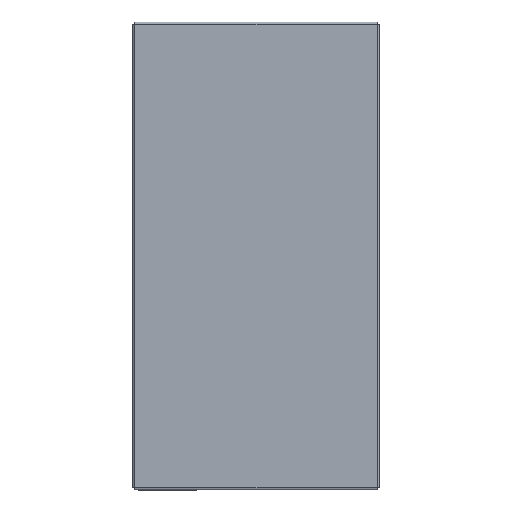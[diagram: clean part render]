
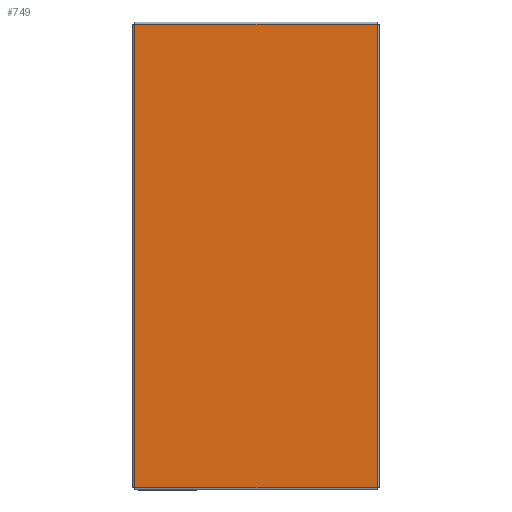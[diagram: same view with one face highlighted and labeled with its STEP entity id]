
A CAD part, top view. The second image highlights one B-rep face of the part: STEP entity #749.
In plain terms, the highlighted planar face has unit normal (0, 0, 1).
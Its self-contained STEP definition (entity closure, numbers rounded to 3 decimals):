
#259 = DIRECTION ( 'NONE',  ( -1., 0., 0. ) ) ;
#749 = ADVANCED_FACE ( 'NONE', ( #4837 ), #4304, .T. ) ;
#782 = CARTESIAN_POINT ( 'NONE',  ( 150.5, -287.5, 0. ) ) ;
#1139 = DIRECTION ( 'NONE',  ( 0., -1., 0. ) ) ;
#1150 = ORIENTED_EDGE ( 'NONE', *, *, #3385, .T. ) ;
#1243 = LINE ( 'NONE', #2307, #3215 ) ;
#1562 = AXIS2_PLACEMENT_3D ( 'NONE', #3502, #1799, #4736 ) ;
#1799 = DIRECTION ( 'NONE',  ( 0., 0., 1. ) ) ;
#2001 = DIRECTION ( 'NONE',  ( 0., 1., 0. ) ) ;
#2026 = VERTEX_POINT ( 'NONE', #5301 ) ;
#2192 = CARTESIAN_POINT ( 'NONE',  ( -150.5, -287.5, 0. ) ) ;
#2239 = ORIENTED_EDGE ( 'NONE', *, *, #5321, .T. ) ;
#2307 = CARTESIAN_POINT ( 'NONE',  ( 153., 287.5, 0. ) ) ;
#2469 = VECTOR ( 'NONE', #2001, 1000. ) ;
#2475 = DIRECTION ( 'NONE',  ( 1., 0., 0. ) ) ;
#2645 = ORIENTED_EDGE ( 'NONE', *, *, #3912, .T. ) ;
#2755 = VERTEX_POINT ( 'NONE', #3754 ) ;
#2780 = CARTESIAN_POINT ( 'NONE',  ( -150.5, 287.5, 0. ) ) ;
#2972 = ORIENTED_EDGE ( 'NONE', *, *, #3517, .T. ) ;
#2989 = VERTEX_POINT ( 'NONE', #2192 ) ;
#3215 = VECTOR ( 'NONE', #259, 1000. ) ;
#3245 = CARTESIAN_POINT ( 'NONE',  ( -150.5, 287.5, 0. ) ) ;
#3385 = EDGE_CURVE ( 'NONE', #2755, #4670, #1243, .T. ) ;
#3502 = CARTESIAN_POINT ( 'NONE',  ( 0., 0., 0. ) ) ;
#3517 = EDGE_CURVE ( 'NONE', #4670, #2989, #4584, .T. ) ;
#3697 = CARTESIAN_POINT ( 'NONE',  ( 153., -287.5, 0. ) ) ;
#3754 = CARTESIAN_POINT ( 'NONE',  ( 150.5, 287.5, 0. ) ) ;
#3912 = EDGE_CURVE ( 'NONE', #2026, #2755, #4249, .T. ) ;
#4103 = LINE ( 'NONE', #3697, #4500 ) ;
#4249 = LINE ( 'NONE', #782, #2469 ) ;
#4304 = PLANE ( 'NONE',  #1562 ) ;
#4316 = VECTOR ( 'NONE', #1139, 1000. ) ;
#4500 = VECTOR ( 'NONE', #2475, 1000. ) ;
#4584 = LINE ( 'NONE', #2780, #4316 ) ;
#4670 = VERTEX_POINT ( 'NONE', #3245 ) ;
#4723 = EDGE_LOOP ( 'NONE', ( #2239, #2645, #1150, #2972 ) ) ;
#4736 = DIRECTION ( 'NONE',  ( 1., 0., 0. ) ) ;
#4837 = FACE_OUTER_BOUND ( 'NONE', #4723, .T. ) ;
#5301 = CARTESIAN_POINT ( 'NONE',  ( 150.5, -287.5, 0. ) ) ;
#5321 = EDGE_CURVE ( 'NONE', #2989, #2026, #4103, .T. ) ;
